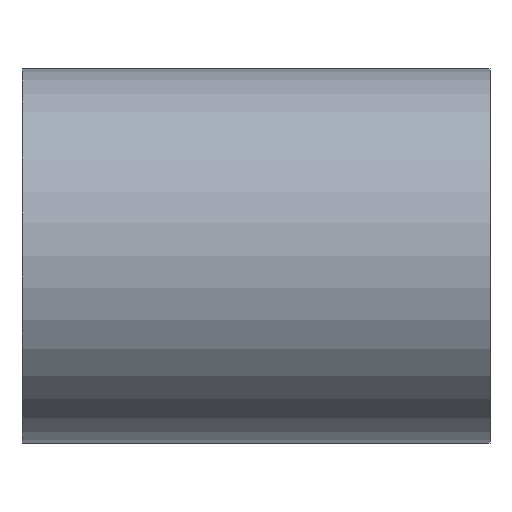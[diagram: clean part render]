
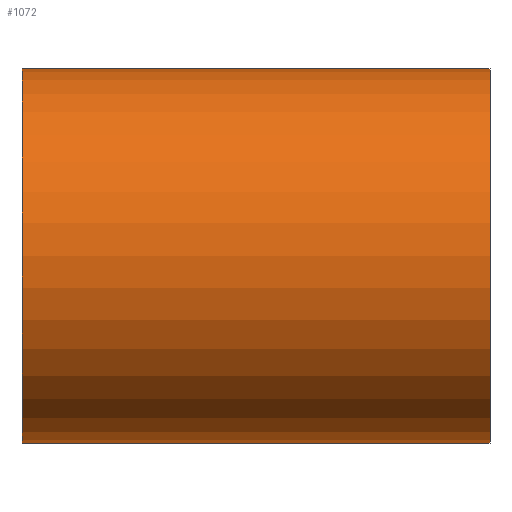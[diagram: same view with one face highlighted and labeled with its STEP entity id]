
A CAD part, top view. The second image highlights one B-rep face of the part: STEP entity #1072.
In plain terms, the highlighted cylindrical face has radius 20 mm (diameter 40 mm), a partial arc.
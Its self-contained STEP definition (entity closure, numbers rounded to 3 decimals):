
#1037=VECTOR('Line Direction',#1036,1.) ;
#1051=VECTOR('Line Direction',#1050,1.) ;
#698=DIRECTION('Axis2P3D Direction',(1.,0.,0.)) ;
#1031=DIRECTION('Axis2P3D Direction',(1.,0.,0.)) ;
#1032=DIRECTION('Axis2P3D XDirection',(0.,1.,0.)) ;
#1036=DIRECTION('Vector Direction',(1.,0.,0.)) ;
#1050=DIRECTION('Vector Direction',(1.,0.,0.)) ;
#1062=DIRECTION('Axis2P3D Direction',(1.,0.,0.)) ;
#697=CARTESIAN_POINT('Axis2P3D Location',(50.,0.,0.)) ;
#701=CARTESIAN_POINT('Vertex',(50.,20.,0.)) ;
#703=CARTESIAN_POINT('Vertex',(50.,-20.,0.)) ;
#1030=CARTESIAN_POINT('Axis2P3D Location',(25.,0.,0.)) ;
#1035=CARTESIAN_POINT('Line Origine',(25.,-20.,0.)) ;
#1039=CARTESIAN_POINT('Vertex',(0.,-20.,0.)) ;
#1046=CARTESIAN_POINT('Vertex',(0.,20.,0.)) ;
#1049=CARTESIAN_POINT('Line Origine',(25.,20.,0.)) ;
#1061=CARTESIAN_POINT('Axis2P3D Location',(0.,0.,0.)) ;
#699=AXIS2_PLACEMENT_3D('Circle Axis2P3D',#697,#698,$) ;
#1033=AXIS2_PLACEMENT_3D('Cylinder Axis2P3D',#1030,#1031,#1032) ;
#1063=AXIS2_PLACEMENT_3D('Circle Axis2P3D',#1061,#1062,$) ;
#705=EDGE_CURVE('',#702,#704,#700,.T.) ;
#1041=EDGE_CURVE('',#1040,#704,#1038,.T.) ;
#1053=EDGE_CURVE('',#1047,#702,#1052,.T.) ;
#1065=EDGE_CURVE('',#1047,#1040,#1064,.T.) ;
#1067=ORIENTED_EDGE('',*,*,#1053,.F.) ;
#1068=ORIENTED_EDGE('',*,*,#1065,.T.) ;
#1069=ORIENTED_EDGE('',*,*,#1041,.T.) ;
#1070=ORIENTED_EDGE('',*,*,#705,.F.) ;
#1038=LINE('Line',#1035,#1037) ;
#1052=LINE('Line',#1049,#1051) ;
#1072=ADVANCED_FACE('Corps principal',(#1071),#1034,.T.) ;
#700=CIRCLE('generated circle',#699,20.) ;
#1064=CIRCLE('generated circle',#1063,20.) ;
#1034=CYLINDRICAL_SURFACE('generated cylinder',#1033,20.) ;
#702=VERTEX_POINT('',#701) ;
#704=VERTEX_POINT('',#703) ;
#1040=VERTEX_POINT('',#1039) ;
#1047=VERTEX_POINT('',#1046) ;
#1066=EDGE_LOOP('',(#1067,#1068,#1069,#1070)) ;
#1071=FACE_OUTER_BOUND('',#1066,.T.) ;
